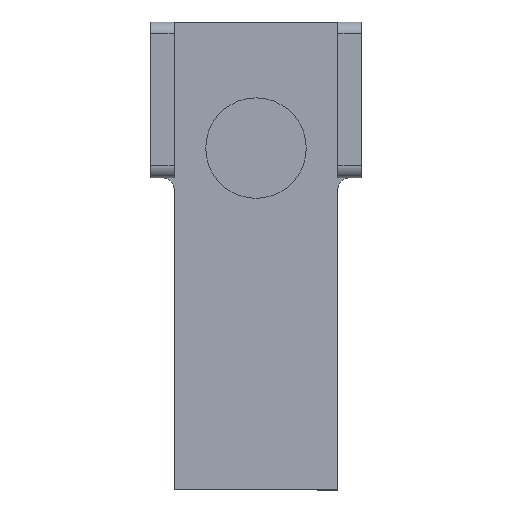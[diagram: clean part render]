
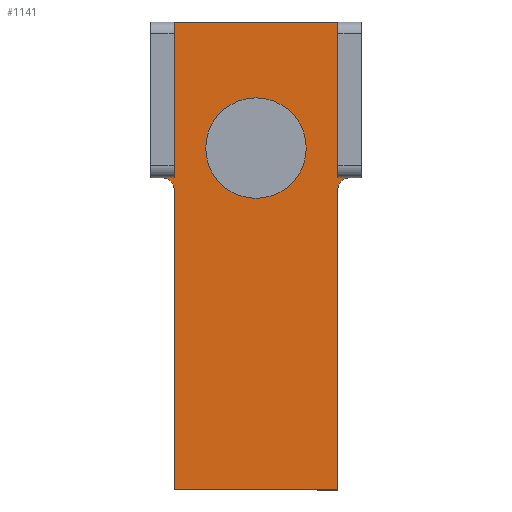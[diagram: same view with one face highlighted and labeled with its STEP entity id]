
A CAD part, front view. The second image highlights one B-rep face of the part: STEP entity #1141.
In plain terms, the highlighted planar face has unit normal (0, -1, 0).
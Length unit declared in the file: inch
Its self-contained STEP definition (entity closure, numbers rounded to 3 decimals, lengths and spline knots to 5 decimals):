
#9 = VECTOR ( 'NONE', #1797, 39.37008 ) ;
#20 = CARTESIAN_POINT ( 'NONE',  ( 0.68898, -0.4, -0.75551 ) ) ;
#33 = VERTEX_POINT ( 'NONE', #2136 ) ;
#46 = VERTEX_POINT ( 'NONE', #2111 ) ;
#63 = ORIENTED_EDGE ( 'NONE', *, *, #761, .T. ) ;
#66 = CARTESIAN_POINT ( 'NONE',  ( 0.68898, -0.4, -3.2815 ) ) ;
#101 = LINE ( 'NONE', #1546, #422 ) ;
#115 = VERTEX_POINT ( 'NONE', #2328 ) ;
#122 = LINE ( 'NONE', #1743, #469 ) ;
#147 = LINE ( 'NONE', #1363, #9 ) ;
#154 = CARTESIAN_POINT ( 'NONE',  ( -0.68898, -0.4, -0.65551 ) ) ;
#161 = VERTEX_POINT ( 'NONE', #841 ) ;
#165 = CARTESIAN_POINT ( 'NONE',  ( 0.68898, -0.4, -3.2815 ) ) ;
#166 = EDGE_CURVE ( 'NONE', #170, #879, #2519, .T. ) ;
#170 = VERTEX_POINT ( 'NONE', #1964 ) ;
#181 = CIRCLE ( 'NONE', #511, 0.1 ) ;
#190 = CARTESIAN_POINT ( 'NONE',  ( 0., -0.4, -0.4054 ) ) ;
#245 = DIRECTION ( 'NONE',  ( -1., 0., 0. ) ) ;
#279 = DIRECTION ( 'NONE',  ( 0., 0., -1. ) ) ;
#282 = VERTEX_POINT ( 'NONE', #154 ) ;
#291 = DIRECTION ( 'NONE',  ( 1., 0., 0. ) ) ;
#323 = EDGE_LOOP ( 'NONE', ( #627, #421, #1734, #2146, #63, #1519, #1835, #1638, #933, #1892 ) ) ;
#388 = VECTOR ( 'NONE', #1418, 39.37008 ) ;
#413 = CIRCLE ( 'NONE', #1446, 0.1 ) ;
#421 = ORIENTED_EDGE ( 'NONE', *, *, #519, .T. ) ;
#422 = VECTOR ( 'NONE', #279, 39.37008 ) ;
#423 = DIRECTION ( 'NONE',  ( 0., -1., 0. ) ) ;
#439 = EDGE_LOOP ( 'NONE', ( #1378, #1825 ) ) ;
#448 = VERTEX_POINT ( 'NONE', #20 ) ;
#469 = VECTOR ( 'NONE', #291, 39.37008 ) ;
#491 = EDGE_CURVE ( 'NONE', #2067, #33, #2603, .T. ) ;
#503 = CARTESIAN_POINT ( 'NONE',  ( -0.78898, -0.4, -0.75551 ) ) ;
#511 = AXIS2_PLACEMENT_3D ( 'NONE', #503, #2568, #1308 ) ;
#519 = EDGE_CURVE ( 'NONE', #1258, #1042, #1244, .T. ) ;
#587 = LINE ( 'NONE', #1408, #388 ) ;
#627 = ORIENTED_EDGE ( 'NONE', *, *, #2631, .F. ) ;
#713 = EDGE_CURVE ( 'NONE', #2442, #170, #101, .T. ) ;
#730 = AXIS2_PLACEMENT_3D ( 'NONE', #1501, #1670, #2350 ) ;
#761 = EDGE_CURVE ( 'NONE', #115, #2442, #181, .T. ) ;
#794 = DIRECTION ( 'NONE',  ( 0., -1., 0. ) ) ;
#806 = VECTOR ( 'NONE', #868, 39.37008 ) ;
#810 = VECTOR ( 'NONE', #2181, 39.37008 ) ;
#827 = VECTOR ( 'NONE', #967, 39.37008 ) ;
#841 = CARTESIAN_POINT ( 'NONE',  ( 0.78898, -0.4, -0.65551 ) ) ;
#868 = DIRECTION ( 'NONE',  ( 1., 0., 0. ) ) ;
#879 = VERTEX_POINT ( 'NONE', #165 ) ;
#933 = ORIENTED_EDGE ( 'NONE', *, *, #1568, .T. ) ;
#967 = DIRECTION ( 'NONE',  ( 0., 0., -1. ) ) ;
#999 = DIRECTION ( 'NONE',  ( 0., 0., 1. ) ) ;
#1042 = VERTEX_POINT ( 'NONE', #2466 ) ;
#1045 = EDGE_CURVE ( 'NONE', #448, #879, #587, .T. ) ;
#1088 = CIRCLE ( 'NONE', #1569, 0.4224 ) ;
#1107 = LINE ( 'NONE', #1980, #810 ) ;
#1134 = CARTESIAN_POINT ( 'NONE',  ( 0.68898, -0.4, 0.65551 ) ) ;
#1141 = ADVANCED_FACE ( 'NONE', ( #2140, #2317 ), #1881, .F. ) ;
#1174 = CARTESIAN_POINT ( 'NONE',  ( 0.68898, -0.4, 2.24886 ) ) ;
#1208 = EDGE_CURVE ( 'NONE', #46, #161, #122, .T. ) ;
#1244 = LINE ( 'NONE', #2292, #1774 ) ;
#1258 = VERTEX_POINT ( 'NONE', #1134 ) ;
#1269 = DIRECTION ( 'NONE',  ( 0., 0., 1. ) ) ;
#1304 = EDGE_CURVE ( 'NONE', #1042, #282, #1107, .T. ) ;
#1308 = DIRECTION ( 'NONE',  ( 0., 0., 1. ) ) ;
#1316 = EDGE_CURVE ( 'NONE', #115, #282, #147, .T. ) ;
#1363 = CARTESIAN_POINT ( 'NONE',  ( -0.68898, -0.4, -0.65551 ) ) ;
#1378 = ORIENTED_EDGE ( 'NONE', *, *, #2054, .F. ) ;
#1408 = CARTESIAN_POINT ( 'NONE',  ( 0.68898, -0.4, 2.24886 ) ) ;
#1418 = DIRECTION ( 'NONE',  ( 0., 0., -1. ) ) ;
#1446 = AXIS2_PLACEMENT_3D ( 'NONE', #2068, #2518, #2470 ) ;
#1501 = CARTESIAN_POINT ( 'NONE',  ( -0.68898, -0.4, 2.24886 ) ) ;
#1519 = ORIENTED_EDGE ( 'NONE', *, *, #713, .T. ) ;
#1546 = CARTESIAN_POINT ( 'NONE',  ( -0.68898, -0.4, 2.24886 ) ) ;
#1568 = EDGE_CURVE ( 'NONE', #448, #161, #413, .T. ) ;
#1569 = AXIS2_PLACEMENT_3D ( 'NONE', #190, #794, #999 ) ;
#1638 = ORIENTED_EDGE ( 'NONE', *, *, #1045, .F. ) ;
#1670 = DIRECTION ( 'NONE',  ( 0., 1., 0. ) ) ;
#1734 = ORIENTED_EDGE ( 'NONE', *, *, #1304, .T. ) ;
#1743 = CARTESIAN_POINT ( 'NONE',  ( 0.68898, -0.4, -0.65551 ) ) ;
#1774 = VECTOR ( 'NONE', #245, 39.37008 ) ;
#1797 = DIRECTION ( 'NONE',  ( 1., 0., 0. ) ) ;
#1825 = ORIENTED_EDGE ( 'NONE', *, *, #491, .F. ) ;
#1835 = ORIENTED_EDGE ( 'NONE', *, *, #166, .T. ) ;
#1865 = CARTESIAN_POINT ( 'NONE',  ( -0.68898, -0.4, -0.75551 ) ) ;
#1881 = PLANE ( 'NONE',  #730 ) ;
#1892 = ORIENTED_EDGE ( 'NONE', *, *, #1208, .F. ) ;
#1901 = CARTESIAN_POINT ( 'NONE',  ( 0., -0.4, -0.4054 ) ) ;
#1964 = CARTESIAN_POINT ( 'NONE',  ( -0.68898, -0.4, -3.2815 ) ) ;
#1980 = CARTESIAN_POINT ( 'NONE',  ( -0.68898, -0.4, 2.24886 ) ) ;
#2054 = EDGE_CURVE ( 'NONE', #33, #2067, #1088, .T. ) ;
#2067 = VERTEX_POINT ( 'NONE', #2284 ) ;
#2068 = CARTESIAN_POINT ( 'NONE',  ( 0.78898, -0.4, -0.75551 ) ) ;
#2111 = CARTESIAN_POINT ( 'NONE',  ( 0.68898, -0.4, -0.65551 ) ) ;
#2136 = CARTESIAN_POINT ( 'NONE',  ( 0., -0.4, 0.017 ) ) ;
#2140 = FACE_BOUND ( 'NONE', #439, .T. ) ;
#2146 = ORIENTED_EDGE ( 'NONE', *, *, #1316, .F. ) ;
#2164 = AXIS2_PLACEMENT_3D ( 'NONE', #1901, #423, #1269 ) ;
#2181 = DIRECTION ( 'NONE',  ( 0., 0., -1. ) ) ;
#2284 = CARTESIAN_POINT ( 'NONE',  ( 0., -0.4, -0.8278 ) ) ;
#2292 = CARTESIAN_POINT ( 'NONE',  ( -0.68898, -0.4, 0.65551 ) ) ;
#2317 = FACE_OUTER_BOUND ( 'NONE', #323, .T. ) ;
#2328 = CARTESIAN_POINT ( 'NONE',  ( -0.78898, -0.4, -0.65551 ) ) ;
#2350 = DIRECTION ( 'NONE',  ( 0., 0., 1. ) ) ;
#2388 = LINE ( 'NONE', #1174, #827 ) ;
#2442 = VERTEX_POINT ( 'NONE', #1865 ) ;
#2466 = CARTESIAN_POINT ( 'NONE',  ( -0.68898, -0.4, 0.65551 ) ) ;
#2470 = DIRECTION ( 'NONE',  ( 0., 0., 1. ) ) ;
#2518 = DIRECTION ( 'NONE',  ( 0., 1., 0. ) ) ;
#2519 = LINE ( 'NONE', #66, #806 ) ;
#2568 = DIRECTION ( 'NONE',  ( 0., 1., 0. ) ) ;
#2603 = CIRCLE ( 'NONE', #2164, 0.4224 ) ;
#2631 = EDGE_CURVE ( 'NONE', #1258, #46, #2388, .T. ) ;
